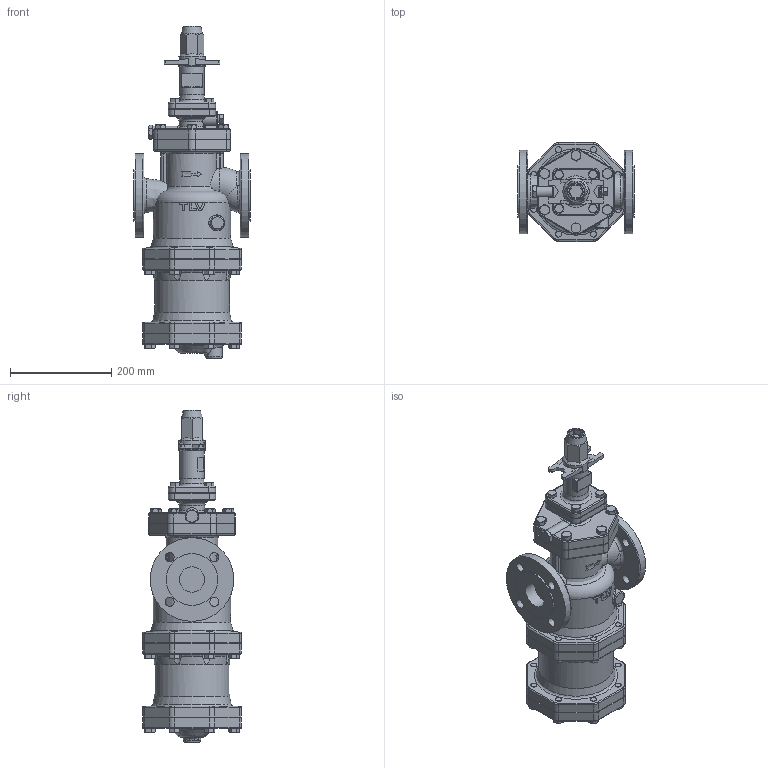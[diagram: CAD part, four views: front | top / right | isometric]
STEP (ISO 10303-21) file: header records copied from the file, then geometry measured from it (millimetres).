
FILE_DESCRIPTION((''),'2;1');
FILE_NAME('cos21-050-e0025-00.stp','2009-08-27T16:34:16',('sonoe'),(''),'Autodesk Inventor 2008','Autodesk Inventor 2008','');
FILE_SCHEMA(('AUTOMOTIVE_DESIGN { 1 0 10303 214 1 1 1 1 }'));
Length unit declared in the file: millimetre
Products named in the file (1): cos21-050-e0025-00
Bounding box: 230 x 195 x 655 mm (x, y, z)
Volume: 9702244.7 mm3; surface area: 610363.7 mm2
Topology: 1 solids, 1 shells, 1047 faces, 2515 edges, 1556 vertices
Faces by surface type: plane 403, cylinder 249, cone 169, bspline 155, torus 71
Full cylindrical faces by diameter (mm): 10 x8, 12 x44, 24 x1, 48 x1, 50 x2, 52 x1, 80 x1, 102 x2, 120 x1, 148 x1, 150 x2, 152 x1, 165 x2
Entity records: 49003 total; most frequent: CARTESIAN_POINT 26746, ORIENTED_EDGE 4654, DIRECTION 4402, EDGE_CURVE 2327, AXIS2_PLACEMENT_3D 1765, VERTEX_POINT 1506, EDGE_LOOP 1341, FACE_OUTER_BOUND 1047
